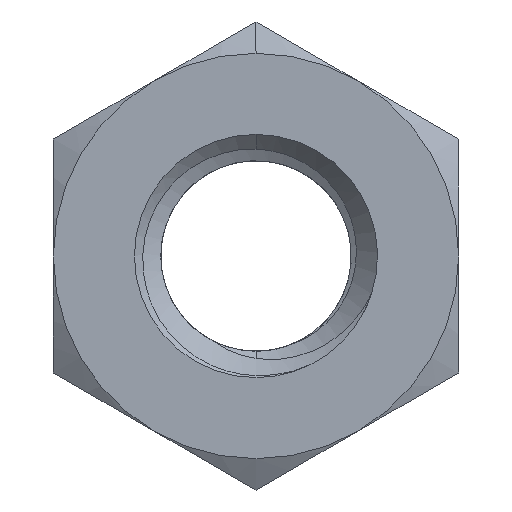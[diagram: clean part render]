
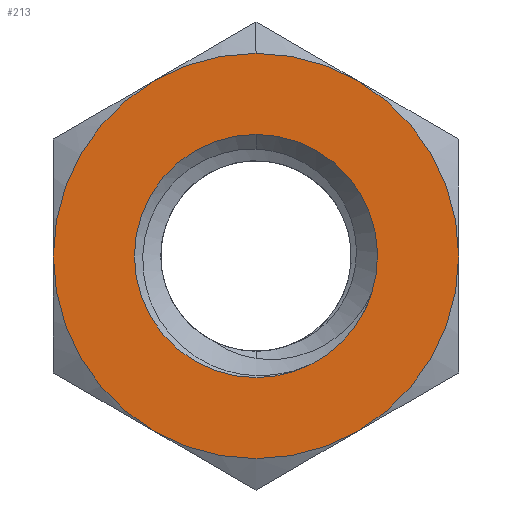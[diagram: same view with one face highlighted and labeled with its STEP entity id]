
A CAD part, front view. The second image highlights one B-rep face of the part: STEP entity #213.
In plain terms, the highlighted planar face has unit normal (0, -1, 0).
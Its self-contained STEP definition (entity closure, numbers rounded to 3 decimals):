
#27 = EDGE_CURVE ( 'NONE', #501, #340, #673, .T. ) ;
#30 = AXIS2_PLACEMENT_3D ( 'NONE', #1582, #1575, #1571 ) ;
#32 = EDGE_CURVE ( 'NONE', #346, #335, #676, .T. ) ;
#35 = AXIS2_PLACEMENT_3D ( 'NONE', #401, #371, #370 ) ;
#39 = EDGE_CURVE ( 'NONE', #493, #501, #823, .T. ) ;
#55 = AXIS2_PLACEMENT_3D ( 'NONE', #310, #386, #306 ) ;
#57 = EDGE_CURVE ( 'NONE', #440, #527, #835, .T. ) ;
#58 = AXIS2_PLACEMENT_3D ( 'NONE', #1703, #1717, #1719 ) ;
#62 = EDGE_CURVE ( 'NONE', #555, #474, #898, .T. ) ;
#66 = EDGE_CURVE ( 'NONE', #527, #493, #834, .T. ) ;
#92 = EDGE_CURVE ( 'NONE', #448, #345, #589, .T. ) ;
#93 = AXIS2_PLACEMENT_3D ( 'NONE', #1610, #1607, #1606 ) ;
#99 = AXIS2_PLACEMENT_3D ( 'NONE', #402, #375, #374 ) ;
#107 = AXIS2_PLACEMENT_3D ( 'NONE', #366, #364, #363 ) ;
#113 = AXIS2_PLACEMENT_3D ( 'NONE', #298, #280, #279 ) ;
#118 = AXIS2_PLACEMENT_3D ( 'NONE', #1686, #1896, #1816 ) ;
#125 = EDGE_CURVE ( 'NONE', #555, #340, #895, .T. ) ;
#134 = EDGE_CURVE ( 'NONE', #345, #346, #610, .T. ) ;
#170 = AXIS2_PLACEMENT_3D ( 'NONE', #329, #254, #250 ) ;
#178 = AXIS2_PLACEMENT_3D ( 'NONE', #538, #450, #460 ) ;
#183 = AXIS2_PLACEMENT_3D ( 'NONE', #1452, #1447, #1446 ) ;
#185 = EDGE_CURVE ( 'NONE', #474, #440, #597, .T. ) ;
#187 = EDGE_CURVE ( 'NONE', #335, #448, #811, .T. ) ;
#213 = ADVANCED_FACE ( 'NONE', ( #607, #580 ), #1451, .F. ) ;
#250 = DIRECTION ( 'NONE',  ( 0., 0., 1. ) ) ;
#254 = DIRECTION ( 'NONE',  ( 0., 1., 0. ) ) ;
#279 = DIRECTION ( 'NONE',  ( 0., 0., 1. ) ) ;
#280 = DIRECTION ( 'NONE',  ( 0., 1., 0. ) ) ;
#298 = CARTESIAN_POINT ( 'NONE',  ( 0., -1.6, 0. ) ) ;
#306 = DIRECTION ( 'NONE',  ( 0., 0., 1. ) ) ;
#310 = CARTESIAN_POINT ( 'NONE',  ( 0., -1.6, 0. ) ) ;
#329 = CARTESIAN_POINT ( 'NONE',  ( 0., -1.6, 0. ) ) ;
#335 = VERTEX_POINT ( 'NONE', #1024 ) ;
#340 = VERTEX_POINT ( 'NONE', #1022 ) ;
#345 = VERTEX_POINT ( 'NONE', #1036 ) ;
#346 = VERTEX_POINT ( 'NONE', #1026 ) ;
#363 = DIRECTION ( 'NONE',  ( 0., 0., 1. ) ) ;
#364 = DIRECTION ( 'NONE',  ( 0., -1., 0. ) ) ;
#366 = CARTESIAN_POINT ( 'NONE',  ( 0., -1.6, 0. ) ) ;
#370 = DIRECTION ( 'NONE',  ( 0., 0., 1. ) ) ;
#371 = DIRECTION ( 'NONE',  ( 0., -1., 0. ) ) ;
#374 = DIRECTION ( 'NONE',  ( 0., 0., 1. ) ) ;
#375 = DIRECTION ( 'NONE',  ( 0., -1., 0. ) ) ;
#386 = DIRECTION ( 'NONE',  ( 0., -1., 0. ) ) ;
#401 = CARTESIAN_POINT ( 'NONE',  ( 0., -1.6, 0. ) ) ;
#402 = CARTESIAN_POINT ( 'NONE',  ( 0., -1.6, 0. ) ) ;
#440 = VERTEX_POINT ( 'NONE', #1032 ) ;
#448 = VERTEX_POINT ( 'NONE', #1071 ) ;
#450 = DIRECTION ( 'NONE',  ( 0., -1., 0. ) ) ;
#460 = DIRECTION ( 'NONE',  ( 0., 0., 1. ) ) ;
#474 = VERTEX_POINT ( 'NONE', #1068 ) ;
#493 = VERTEX_POINT ( 'NONE', #1057 ) ;
#501 = VERTEX_POINT ( 'NONE', #970 ) ;
#527 = VERTEX_POINT ( 'NONE', #982 ) ;
#538 = CARTESIAN_POINT ( 'NONE',  ( 0., -1.6, 0. ) ) ;
#555 = VERTEX_POINT ( 'NONE', #993 ) ;
#580 = FACE_BOUND ( 'NONE', #849, .T. ) ;
#589 = CIRCLE ( 'NONE', #113, 3. ) ;
#597 = CIRCLE ( 'NONE', #93, 5. ) ;
#607 = FACE_OUTER_BOUND ( 'NONE', #690, .T. ) ;
#610 = CIRCLE ( 'NONE', #58, 3. ) ;
#673 = CIRCLE ( 'NONE', #178, 5. ) ;
#676 = CIRCLE ( 'NONE', #170, 3. ) ;
#690 = EDGE_LOOP ( 'NONE', ( #714, #715, #718, #719, #720, #721, #723 ) ) ;
#714 = ORIENTED_EDGE ( 'NONE', *, *, #62, .T. ) ;
#715 = ORIENTED_EDGE ( 'NONE', *, *, #185, .T. ) ;
#718 = ORIENTED_EDGE ( 'NONE', *, *, #57, .T. ) ;
#719 = ORIENTED_EDGE ( 'NONE', *, *, #66, .T. ) ;
#720 = ORIENTED_EDGE ( 'NONE', *, *, #39, .T. ) ;
#721 = ORIENTED_EDGE ( 'NONE', *, *, #27, .T. ) ;
#723 = ORIENTED_EDGE ( 'NONE', *, *, #125, .F. ) ;
#725 = ORIENTED_EDGE ( 'NONE', *, *, #32, .T. ) ;
#726 = ORIENTED_EDGE ( 'NONE', *, *, #187, .T. ) ;
#727 = ORIENTED_EDGE ( 'NONE', *, *, #92, .T. ) ;
#728 = ORIENTED_EDGE ( 'NONE', *, *, #134, .T. ) ;
#811 = CIRCLE ( 'NONE', #30, 3. ) ;
#823 = CIRCLE ( 'NONE', #55, 5. ) ;
#834 = CIRCLE ( 'NONE', #107, 5. ) ;
#835 = CIRCLE ( 'NONE', #99, 5. ) ;
#849 = EDGE_LOOP ( 'NONE', ( #725, #726, #727, #728 ) ) ;
#895 = CIRCLE ( 'NONE', #118, 5. ) ;
#898 = CIRCLE ( 'NONE', #35, 5. ) ;
#970 = CARTESIAN_POINT ( 'NONE',  ( 2.5, -1.6, -4.33 ) ) ;
#982 = CARTESIAN_POINT ( 'NONE',  ( -5., -1.6, 0. ) ) ;
#993 = CARTESIAN_POINT ( 'NONE',  ( 2.5, -1.6, 4.33 ) ) ;
#1022 = CARTESIAN_POINT ( 'NONE',  ( 5., -1.6, 0. ) ) ;
#1024 = CARTESIAN_POINT ( 'NONE',  ( 1.357, -1.6, -2.676 ) ) ;
#1026 = CARTESIAN_POINT ( 'NONE',  ( 2.852, -1.6, -0.932 ) ) ;
#1032 = CARTESIAN_POINT ( 'NONE',  ( -2.5, -1.6, 4.33 ) ) ;
#1036 = CARTESIAN_POINT ( 'NONE',  ( 0., -1.6, 3. ) ) ;
#1057 = CARTESIAN_POINT ( 'NONE',  ( -2.5, -1.6, -4.33 ) ) ;
#1068 = CARTESIAN_POINT ( 'NONE',  ( 0., -1.6, 5. ) ) ;
#1071 = CARTESIAN_POINT ( 'NONE',  ( 0., -1.6, -3. ) ) ;
#1446 = DIRECTION ( 'NONE',  ( 0., 0., 1. ) ) ;
#1447 = DIRECTION ( 'NONE',  ( 0., 1., 0. ) ) ;
#1451 = PLANE ( 'NONE',  #183 ) ;
#1452 = CARTESIAN_POINT ( 'NONE',  ( -5., -1.6, -2.887 ) ) ;
#1571 = DIRECTION ( 'NONE',  ( 0., 0., 1. ) ) ;
#1575 = DIRECTION ( 'NONE',  ( 0., 1., 0. ) ) ;
#1582 = CARTESIAN_POINT ( 'NONE',  ( 0., -1.6, 0. ) ) ;
#1606 = DIRECTION ( 'NONE',  ( 0., 0., 1. ) ) ;
#1607 = DIRECTION ( 'NONE',  ( 0., -1., 0. ) ) ;
#1610 = CARTESIAN_POINT ( 'NONE',  ( 0., -1.6, 0. ) ) ;
#1686 = CARTESIAN_POINT ( 'NONE',  ( 0., -1.6, 0. ) ) ;
#1703 = CARTESIAN_POINT ( 'NONE',  ( 0., -1.6, 0. ) ) ;
#1717 = DIRECTION ( 'NONE',  ( 0., 1., 0. ) ) ;
#1719 = DIRECTION ( 'NONE',  ( 0., 0., 1. ) ) ;
#1816 = DIRECTION ( 'NONE',  ( 0., 0., 1. ) ) ;
#1896 = DIRECTION ( 'NONE',  ( 0., 1., 0. ) ) ;
